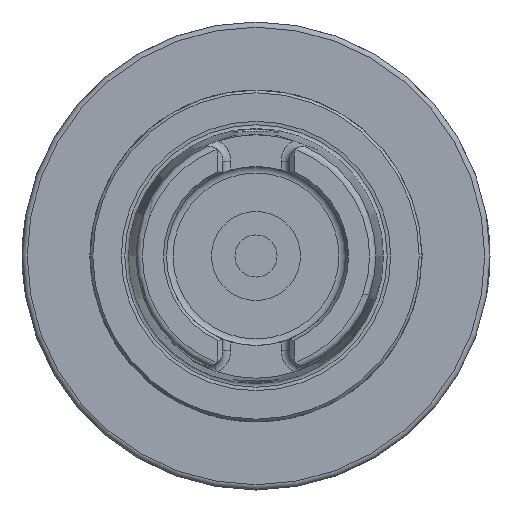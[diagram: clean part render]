
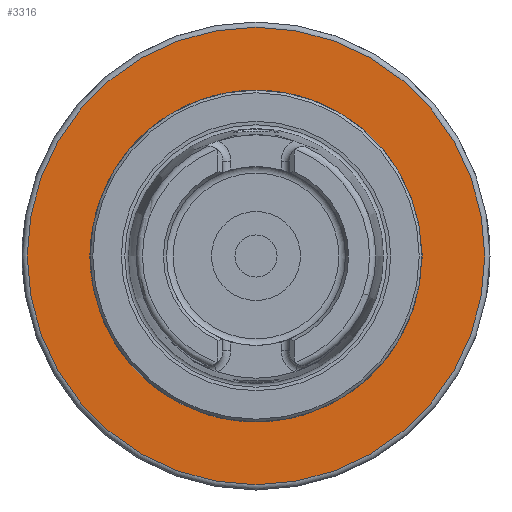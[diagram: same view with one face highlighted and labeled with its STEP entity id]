
A CAD part, left-side view. The second image highlights one B-rep face of the part: STEP entity #3316.
In plain terms, the highlighted planar face has unit normal (-1, 0, 0).
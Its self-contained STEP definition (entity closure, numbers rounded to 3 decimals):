
#211=FACE_BOUND('',#693,.T.);
#212=FACE_BOUND('',#694,.T.);
#213=FACE_BOUND('',#695,.T.);
#233=CIRCLE('',#3599,2.489);
#243=CIRCLE('',#3615,2.489);
#275=CIRCLE('',#3671,43.45);
#276=CIRCLE('',#3673,26.5);
#481=FACE_OUTER_BOUND('',#692,.T.);
#692=EDGE_LOOP('',(#2344));
#693=EDGE_LOOP('',(#2345));
#694=EDGE_LOOP('',(#2346));
#695=EDGE_LOOP('',(#2347));
#1347=VERTEX_POINT('',#5109);
#1360=VERTEX_POINT('',#5175);
#1402=VERTEX_POINT('',#5491);
#1403=VERTEX_POINT('',#5495);
#1681=EDGE_CURVE('',#1347,#1347,#233,.T.);
#1701=EDGE_CURVE('',#1360,#1360,#243,.T.);
#1763=EDGE_CURVE('',#1402,#1402,#275,.T.);
#1764=EDGE_CURVE('',#1403,#1403,#276,.T.);
#2344=ORIENTED_EDGE('',*,*,#1763,.F.);
#2345=ORIENTED_EDGE('',*,*,#1681,.T.);
#2346=ORIENTED_EDGE('',*,*,#1701,.T.);
#2347=ORIENTED_EDGE('',*,*,#1764,.T.);
#3208=PLANE('',#3672);
#3316=ADVANCED_FACE('',(#481,#211,#212,#213),#3208,.T.);
#3599=AXIS2_PLACEMENT_3D('',#5111,#4043,#4044);
#3615=AXIS2_PLACEMENT_3D('',#5177,#4082,#4083);
#3671=AXIS2_PLACEMENT_3D('',#5493,#4220,#4221);
#3672=AXIS2_PLACEMENT_3D('',#5494,#4222,#4223);
#3673=AXIS2_PLACEMENT_3D('',#5496,#4224,#4225);
#4043=DIRECTION('center_axis',(1.,0.,0.));
#4044=DIRECTION('ref_axis',(0.,0.,1.));
#4082=DIRECTION('center_axis',(1.,0.,0.));
#4083=DIRECTION('ref_axis',(0.,0.,-1.));
#4220=DIRECTION('center_axis',(1.,0.,0.));
#4221=DIRECTION('ref_axis',(0.,-1.,0.));
#4222=DIRECTION('center_axis',(-1.,0.,0.));
#4223=DIRECTION('ref_axis',(0.,0.,1.));
#4224=DIRECTION('center_axis',(1.,0.,0.));
#4225=DIRECTION('ref_axis',(0.,0.,-1.));
#5109=CARTESIAN_POINT('',(42.,-29.135,-2.489));
#5111=CARTESIAN_POINT('Origin',(42.,-29.135,0.));
#5175=CARTESIAN_POINT('',(42.,29.135,2.489));
#5177=CARTESIAN_POINT('Origin',(42.,29.135,0.));
#5491=CARTESIAN_POINT('',(42.,0.,43.45));
#5493=CARTESIAN_POINT('Origin',(42.,0.,0.));
#5494=CARTESIAN_POINT('Origin',(42.,44.45,0.));
#5495=CARTESIAN_POINT('',(42.,-26.5,0.));
#5496=CARTESIAN_POINT('Origin',(42.,0.,0.));
